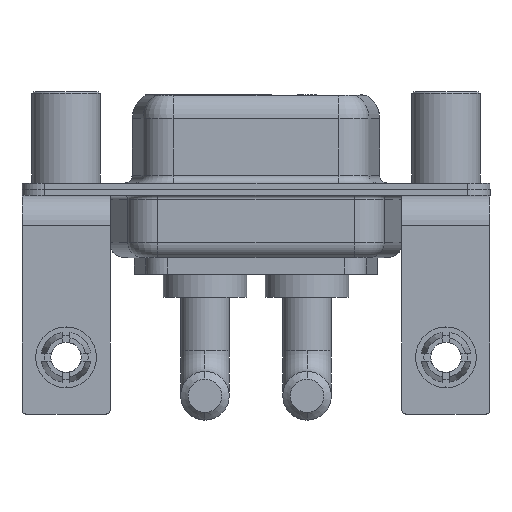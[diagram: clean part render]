
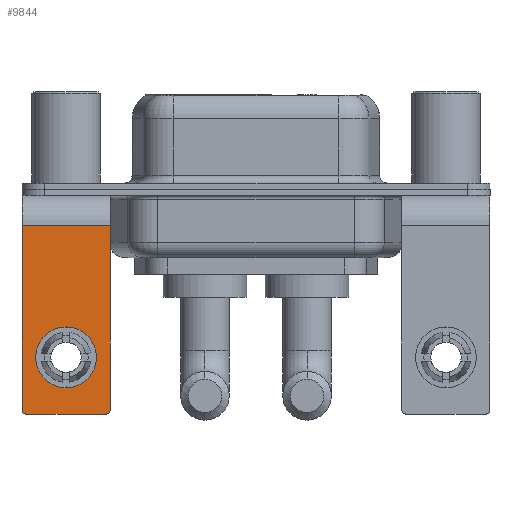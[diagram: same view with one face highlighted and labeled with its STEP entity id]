
A CAD part, front view. The second image highlights one B-rep face of the part: STEP entity #9844.
In plain terms, the highlighted planar face has unit normal (0, -1, 0).
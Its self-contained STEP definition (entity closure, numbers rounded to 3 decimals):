
#137 = DIRECTION ( 'NONE',  ( 0., -1., 0. ) ) ;
#329 = CARTESIAN_POINT ( 'NONE',  ( 0., -6.25, -11.07 ) ) ;
#480 = DIRECTION ( 'NONE',  ( 0., -1., 0. ) ) ;
#524 = AXIS2_PLACEMENT_3D ( 'NONE', #3215, #2067, #7123 ) ;
#642 = DIRECTION ( 'NONE',  ( -1., 0., 0. ) ) ;
#904 = CARTESIAN_POINT ( 'NONE',  ( -2.9, -6.25, -2.4 ) ) ;
#1611 = VERTEX_POINT ( 'NONE', #4289 ) ;
#1662 = AXIS2_PLACEMENT_3D ( 'NONE', #14789, #137, #14879 ) ;
#2067 = DIRECTION ( 'NONE',  ( 0., 1., 0. ) ) ;
#2650 = EDGE_LOOP ( 'NONE', ( #3446, #14366 ) ) ;
#2769 = ORIENTED_EDGE ( 'NONE', *, *, #4659, .T. ) ;
#3139 = DIRECTION ( 'NONE',  ( 0., 0., 1. ) ) ;
#3215 = CARTESIAN_POINT ( 'NONE',  ( 2.9, -6.25, -2.4 ) ) ;
#3306 = CARTESIAN_POINT ( 'NONE',  ( 0., -6.25, -11.07 ) ) ;
#3385 = LINE ( 'NONE', #11511, #16083 ) ;
#3446 = ORIENTED_EDGE ( 'NONE', *, *, #5096, .T. ) ;
#3698 = EDGE_CURVE ( 'NONE', #13085, #16984, #16078, .T. ) ;
#4289 = CARTESIAN_POINT ( 'NONE',  ( -2.65, -6.25, -14.8 ) ) ;
#4659 = EDGE_CURVE ( 'NONE', #13085, #10466, #8674, .T. ) ;
#4951 = CARTESIAN_POINT ( 'NONE',  ( -2.9, -6.25, -2.4 ) ) ;
#5096 = EDGE_CURVE ( 'NONE', #11398, #15953, #12823, .T. ) ;
#5292 = CARTESIAN_POINT ( 'NONE',  ( 2.9, -6.25, -2.4 ) ) ;
#5876 = CIRCLE ( 'NONE', #1662, 0.25 ) ;
#5933 = CARTESIAN_POINT ( 'NONE',  ( 2.9, -6.25, -2.4 ) ) ;
#6035 = FACE_BOUND ( 'NONE', #2650, .T. ) ;
#6103 = VERTEX_POINT ( 'NONE', #7753 ) ;
#6131 = CIRCLE ( 'NONE', #7834, 2. ) ;
#6191 = EDGE_CURVE ( 'NONE', #15953, #11398, #6131, .T. ) ;
#7123 = DIRECTION ( 'NONE',  ( 0., 0., 1. ) ) ;
#7208 = DIRECTION ( 'NONE',  ( 0., 0., 1. ) ) ;
#7254 = CARTESIAN_POINT ( 'NONE',  ( 2.9, -6.25, -2.4 ) ) ;
#7745 = ORIENTED_EDGE ( 'NONE', *, *, #13822, .T. ) ;
#7753 = CARTESIAN_POINT ( 'NONE',  ( 2.65, -6.25, -14.8 ) ) ;
#7823 = EDGE_CURVE ( 'NONE', #10466, #9625, #12126, .T. ) ;
#7834 = AXIS2_PLACEMENT_3D ( 'NONE', #329, #13579, #12584 ) ;
#7971 = CARTESIAN_POINT ( 'NONE',  ( 0., -6.25, -9.07 ) ) ;
#8190 = ORIENTED_EDGE ( 'NONE', *, *, #11260, .T. ) ;
#8674 = LINE ( 'NONE', #5933, #13217 ) ;
#8883 = DIRECTION ( 'NONE',  ( 0., 1., 0. ) ) ;
#9047 = ORIENTED_EDGE ( 'NONE', *, *, #3698, .F. ) ;
#9397 = DIRECTION ( 'NONE',  ( 0., 0., -1. ) ) ;
#9625 = VERTEX_POINT ( 'NONE', #9692 ) ;
#9692 = CARTESIAN_POINT ( 'NONE',  ( -2.9, -6.25, -14.55 ) ) ;
#9844 = ADVANCED_FACE ( 'NONE', ( #6035, #11175 ), #11430, .F. ) ;
#9885 = AXIS2_PLACEMENT_3D ( 'NONE', #12575, #480, #3139 ) ;
#9934 = CARTESIAN_POINT ( 'NONE',  ( 2.9, -6.25, -14.55 ) ) ;
#10151 = CIRCLE ( 'NONE', #9885, 0.25 ) ;
#10466 = VERTEX_POINT ( 'NONE', #904 ) ;
#10797 = DIRECTION ( 'NONE',  ( 0., 0., -1. ) ) ;
#10801 = ORIENTED_EDGE ( 'NONE', *, *, #7823, .T. ) ;
#11175 = FACE_OUTER_BOUND ( 'NONE', #15322, .T. ) ;
#11260 = EDGE_CURVE ( 'NONE', #9625, #1611, #10151, .T. ) ;
#11398 = VERTEX_POINT ( 'NONE', #11869 ) ;
#11430 = PLANE ( 'NONE',  #524 ) ;
#11511 = CARTESIAN_POINT ( 'NONE',  ( 2.9, -6.25, -14.8 ) ) ;
#11869 = CARTESIAN_POINT ( 'NONE',  ( 0., -6.25, -13.07 ) ) ;
#12126 = LINE ( 'NONE', #4951, #13208 ) ;
#12575 = CARTESIAN_POINT ( 'NONE',  ( -2.65, -6.25, -14.55 ) ) ;
#12584 = DIRECTION ( 'NONE',  ( 0., 0., 1. ) ) ;
#12823 = CIRCLE ( 'NONE', #15082, 2. ) ;
#12911 = DIRECTION ( 'NONE',  ( -1., 0., 0. ) ) ;
#13085 = VERTEX_POINT ( 'NONE', #7254 ) ;
#13208 = VECTOR ( 'NONE', #9397, 1000. ) ;
#13217 = VECTOR ( 'NONE', #642, 1000. ) ;
#13579 = DIRECTION ( 'NONE',  ( 0., 1., 0. ) ) ;
#13822 = EDGE_CURVE ( 'NONE', #6103, #16984, #5876, .T. ) ;
#14366 = ORIENTED_EDGE ( 'NONE', *, *, #6191, .T. ) ;
#14598 = VECTOR ( 'NONE', #10797, 1000. ) ;
#14789 = CARTESIAN_POINT ( 'NONE',  ( 2.65, -6.25, -14.55 ) ) ;
#14879 = DIRECTION ( 'NONE',  ( 0., 0., 1. ) ) ;
#15082 = AXIS2_PLACEMENT_3D ( 'NONE', #3306, #8883, #7208 ) ;
#15322 = EDGE_LOOP ( 'NONE', ( #10801, #8190, #15446, #7745, #9047, #2769 ) ) ;
#15446 = ORIENTED_EDGE ( 'NONE', *, *, #15890, .F. ) ;
#15890 = EDGE_CURVE ( 'NONE', #6103, #1611, #3385, .T. ) ;
#15953 = VERTEX_POINT ( 'NONE', #7971 ) ;
#16078 = LINE ( 'NONE', #5292, #14598 ) ;
#16083 = VECTOR ( 'NONE', #12911, 1000. ) ;
#16984 = VERTEX_POINT ( 'NONE', #9934 ) ;
